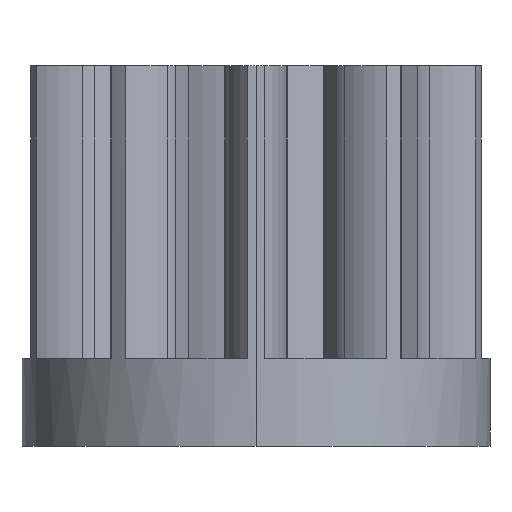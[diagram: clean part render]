
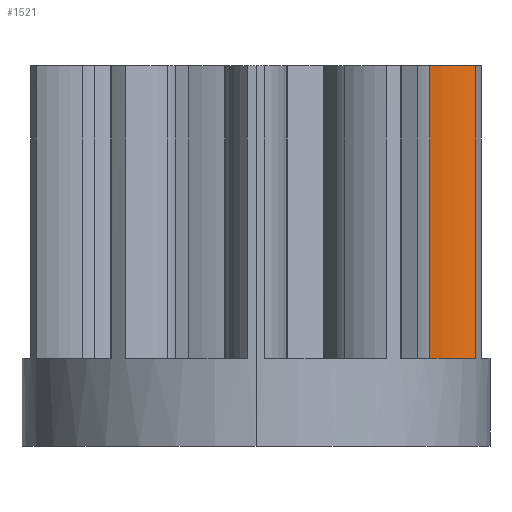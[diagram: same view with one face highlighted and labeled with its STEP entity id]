
A CAD part, left-side view. The second image highlights one B-rep face of the part: STEP entity #1521.
In plain terms, the highlighted cylindrical face has radius 2.864 mm (diameter 5.728 mm), a partial arc.
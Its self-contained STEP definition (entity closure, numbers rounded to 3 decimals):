
#197 = DIRECTION ( 'NONE',  ( 0., 0., 1. ) ) ;
#256 = ORIENTED_EDGE ( 'NONE', *, *, #2744, .T. ) ;
#347 = ORIENTED_EDGE ( 'NONE', *, *, #1442, .T. ) ;
#411 = ORIENTED_EDGE ( 'NONE', *, *, #1840, .F. ) ;
#627 = CARTESIAN_POINT ( 'NONE',  ( 151.591, -12.491, -21.398 ) ) ;
#736 = FACE_OUTER_BOUND ( 'NONE', #2628, .T. ) ;
#834 = ORIENTED_EDGE ( 'NONE', *, *, #2387, .F. ) ;
#931 = VECTOR ( 'NONE', #197, 1000. ) ;
#944 = DIRECTION ( 'NONE',  ( 0., 0., 1. ) ) ;
#1010 = CARTESIAN_POINT ( 'NONE',  ( 151.591, -12.491, -11.398 ) ) ;
#1057 = AXIS2_PLACEMENT_3D ( 'NONE', #2118, #944, #2522 ) ;
#1112 = DIRECTION ( 'NONE',  ( 0., 0., 1. ) ) ;
#1114 = VERTEX_POINT ( 'NONE', #2769 ) ;
#1118 = CARTESIAN_POINT ( 'NONE',  ( 154.168, -11.242, -11.398 ) ) ;
#1312 = VERTEX_POINT ( 'NONE', #627 ) ;
#1343 = AXIS2_PLACEMENT_3D ( 'NONE', #1118, #2471, #2488 ) ;
#1442 = EDGE_CURVE ( 'NONE', #1312, #1607, #1699, .T. ) ;
#1521 = ADVANCED_FACE ( 'NONE', ( #736 ), #2631, .T. ) ;
#1544 = CIRCLE ( 'NONE', #1343, 2.864 ) ;
#1607 = VERTEX_POINT ( 'NONE', #1010 ) ;
#1637 = DIRECTION ( 'NONE',  ( 0.809, -0.588, 0. ) ) ;
#1699 = LINE ( 'NONE', #2939, #931 ) ;
#1840 = EDGE_CURVE ( 'NONE', #1114, #2783, #1903, .T. ) ;
#1903 = LINE ( 'NONE', #2895, #2461 ) ;
#1936 = CIRCLE ( 'NONE', #2453, 2.864 ) ;
#2118 = CARTESIAN_POINT ( 'NONE',  ( 154.168, -11.242, -21.398 ) ) ;
#2291 = DIRECTION ( 'NONE',  ( 0., 0., -1. ) ) ;
#2387 = EDGE_CURVE ( 'NONE', #1312, #1114, #1936, .T. ) ;
#2453 = AXIS2_PLACEMENT_3D ( 'NONE', #2714, #2291, #1637 ) ;
#2461 = VECTOR ( 'NONE', #1112, 1000. ) ;
#2471 = DIRECTION ( 'NONE',  ( 0., 0., -1. ) ) ;
#2488 = DIRECTION ( 'NONE',  ( 0.809, -0.588, 0. ) ) ;
#2522 = DIRECTION ( 'NONE',  ( 1., 0., 0. ) ) ;
#2628 = EDGE_LOOP ( 'NONE', ( #256, #411, #834, #347 ) ) ;
#2631 = CYLINDRICAL_SURFACE ( 'NONE', #1057, 2.864 ) ;
#2684 = CARTESIAN_POINT ( 'NONE',  ( 151.323, -10.92, -11.398 ) ) ;
#2714 = CARTESIAN_POINT ( 'NONE',  ( 154.168, -11.242, -21.398 ) ) ;
#2744 = EDGE_CURVE ( 'NONE', #1607, #2783, #1544, .T. ) ;
#2769 = CARTESIAN_POINT ( 'NONE',  ( 151.323, -10.92, -21.398 ) ) ;
#2783 = VERTEX_POINT ( 'NONE', #2684 ) ;
#2895 = CARTESIAN_POINT ( 'NONE',  ( 151.323, -10.92, -21.398 ) ) ;
#2939 = CARTESIAN_POINT ( 'NONE',  ( 151.591, -12.491, -21.398 ) ) ;
